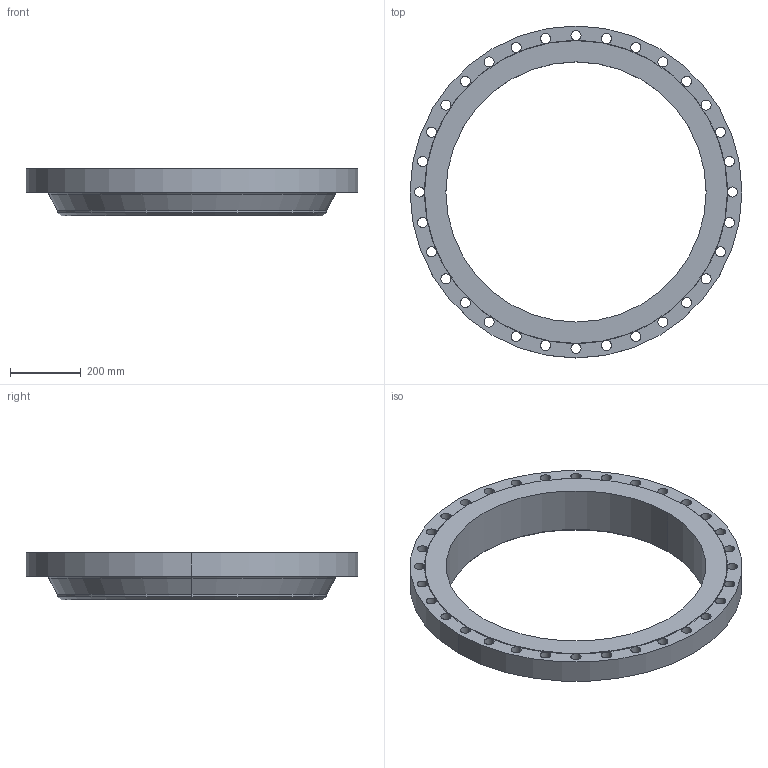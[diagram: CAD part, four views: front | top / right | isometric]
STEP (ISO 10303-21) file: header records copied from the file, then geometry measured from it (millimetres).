
FILE_DESCRIPTION (( 'STEP AP203' ), '1' );
FILE_NAME ('30_CL350_B161_RF_WNF_OB_S20.STEP', '2024-01-18T11:27:19', ( '' ), ( '' ), 'SwSTEP 2.0', 'SolidWorks 2023', '' );
FILE_SCHEMA (( 'CONFIG_CONTROL_DESIGN' ));
Length unit declared in the file: inch
Products named in the file (1): 30_CL350_B161_RF_WNF_OB_S20
Bounding box: 939.8 x 939.8 x 134.94 mm (x, y, z)
Volume: 20284460.6 mm3; surface area: 1296162.4 mm2
Topology: 1 solids, 1 shells, 82 faces, 288 edges, 178 vertices
Faces by surface type: cylinder 72, cone 4, plane 4, torus 2
Entity records: 3399 total; most frequent: DIRECTION 666, ORIENTED_EDGE 576, CARTESIAN_POINT 549, AXIS2_PLACEMENT_3D 295, EDGE_CURVE 288, CIRCLE 212, VERTEX_POINT 178, EDGE_LOOP 118
